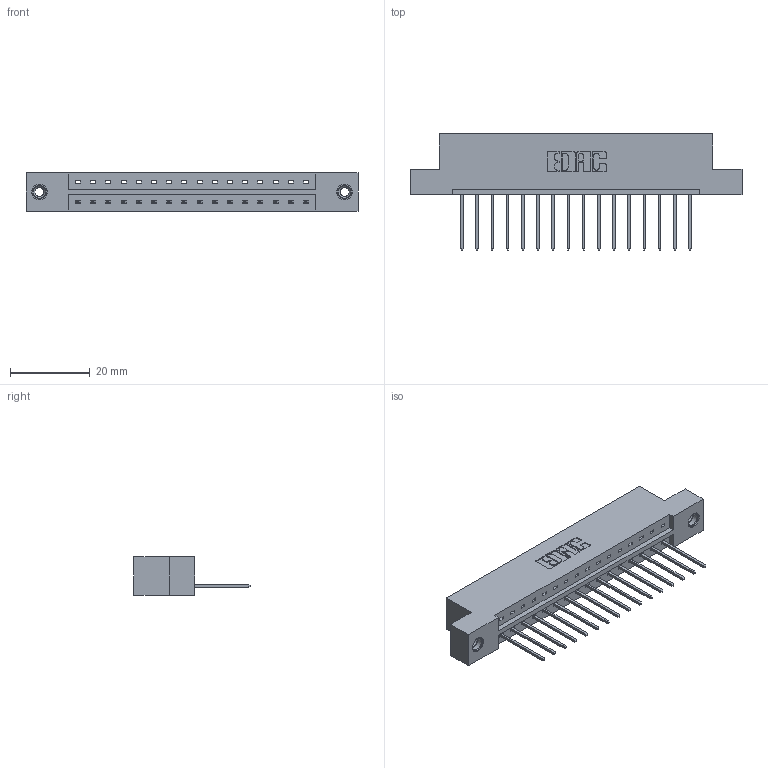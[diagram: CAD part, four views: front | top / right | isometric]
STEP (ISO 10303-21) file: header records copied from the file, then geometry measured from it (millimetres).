
FILE_DESCRIPTION (( 'STEP AP203' ), '1' );
FILE_NAME ('379-016-540-108.STEP', '2020-09-30T16:38:20', ( '' ), ( '' ), 'SwSTEP 2.0', 'SolidWorks 2020', '' );
FILE_SCHEMA (( 'CONFIG_CONTROL_DESIGN' ));
Length unit declared in the file: inch
Products named in the file (4): 345-292-001_345-293-140; 345-250-001_345-250-003-102; 379-016-540-108; 379 Part_Flush - .156 Dia - TI
Assembly tree (19 placements, depth 2):
  379-016-540-108
    379 Part_Flush - .156 Dia - TI
    345-292-001_345-293-140  x16
    345-250-001_345-250-003-102  x2
Bounding box: 83.19 x 29.13 x 9.53 mm (x, y, z)
Volume: 8445.1 mm3; surface area: 8702.1 mm2
Topology: 19 solids, 19 shells, 1102 faces, 3263 edges, 2146 vertices
Faces by surface type: plane 774, cylinder 312, cone 12, torus 4
Entity records: 14348 total; most frequent: CARTESIAN_POINT 2461, ORIENTED_EDGE 2406, DIRECTION 2161, EDGE_CURVE 1203, VECTOR 1055, LINE 1055, VERTEX_POINT 796, AXIS2_PLACEMENT_3D 553
